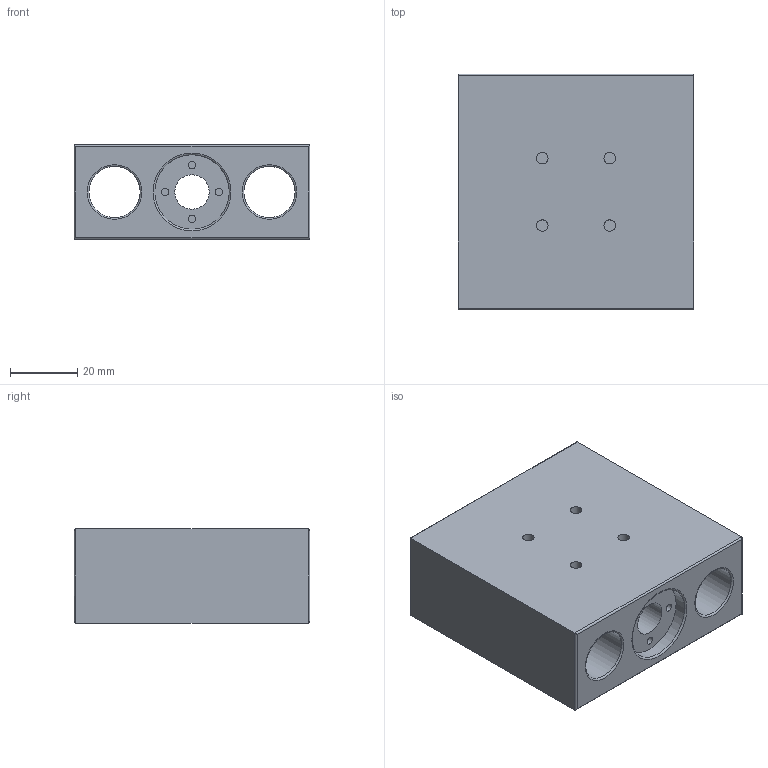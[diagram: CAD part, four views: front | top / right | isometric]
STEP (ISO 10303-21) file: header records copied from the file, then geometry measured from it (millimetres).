
FILE_DESCRIPTION(('FreeCAD Model'),'2;1');
FILE_NAME('Open CASCADE Shape Model','2023-05-15T18:10:52',(''),(''), 'Open CASCADE STEP processor 7.6','FreeCAD','Unknown');
FILE_SCHEMA(('AUTOMOTIVE_DESIGN { 1 0 10303 214 1 1 1 1 }'));
Length unit declared in the file: millimetre
Products named in the file (1): Body
Bounding box: 70 x 70 x 28 mm (x, y, z)
Volume: 103855.9 mm3; surface area: 26970.2 mm2
Topology: 1 solids, 1 shells, 41 faces, 76 edges, 46 vertices
Faces by surface type: cylinder 20, plane 15, torus 6
Full cylindrical faces by diameter (mm): 2.3 x4, 3.4 x4, 10.2 x1, 15.2 x2, 22.1 x1
Entity records: 2163 total; most frequent: CARTESIAN_POINT 506, DIRECTION 327, ORIENTED_EDGE 152, PCURVE 152, DEFINITIONAL_REPRESENTATION 152, LINE 144, VECTOR 144, AXIS2_PLACEMENT_3D 86
